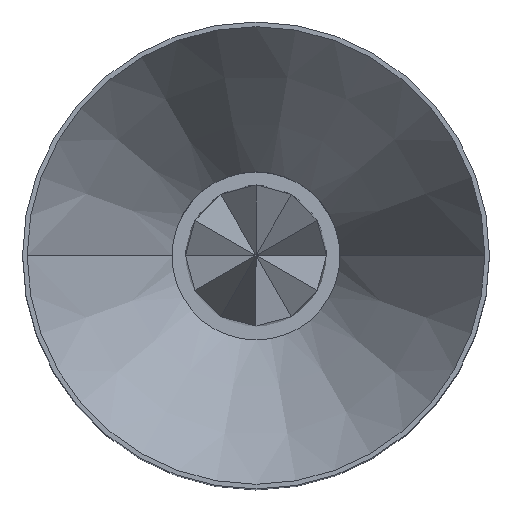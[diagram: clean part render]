
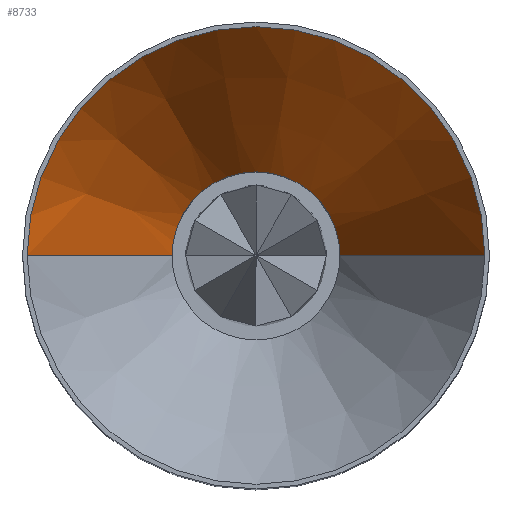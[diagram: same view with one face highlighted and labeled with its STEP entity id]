
A CAD part, top view. The second image highlights one B-rep face of the part: STEP entity #8733.
In plain terms, the highlighted conical face has half-angle 30 degrees and reference radius 0.9 mm.
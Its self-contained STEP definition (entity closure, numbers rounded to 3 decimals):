
#228 = FACE_OUTER_BOUND ( 'NONE', #6295, .T. ) ;
#234 = CONICAL_SURFACE ( 'NONE', #6747, 0.9, 0.524 ) ;
#497 = EDGE_CURVE ( 'NONE', #9632, #9630, #3572, .T. ) ;
#499 = EDGE_CURVE ( 'NONE', #9633, #9637, #3578, .T. ) ;
#538 = EDGE_CURVE ( 'NONE', #9637, #9630, #3634, .T. ) ;
#548 = EDGE_CURVE ( 'NONE', #9633, #9632, #3644, .T. ) ;
#924 = DIRECTION ( 'NONE',  ( 1., 0., 0. ) ) ;
#928 = DIRECTION ( 'NONE',  ( 0., 0., 1. ) ) ;
#929 = CARTESIAN_POINT ( 'NONE',  ( 0., 0., 6.315 ) ) ;
#1107 = CARTESIAN_POINT ( 'NONE',  ( -2.45, 0., 9. ) ) ;
#1108 = CARTESIAN_POINT ( 'NONE',  ( -0.9, 0., 6.315 ) ) ;
#1109 = CARTESIAN_POINT ( 'NONE',  ( 0.9, 0., 6.315 ) ) ;
#1111 = CARTESIAN_POINT ( 'NONE',  ( 2.45, 0., 9. ) ) ;
#2344 = CARTESIAN_POINT ( 'NONE',  ( 0., 0., 9. ) ) ;
#2345 = DIRECTION ( 'NONE',  ( 0., 0., 1. ) ) ;
#2346 = DIRECTION ( 'NONE',  ( 1., 0., 0. ) ) ;
#2375 = CARTESIAN_POINT ( 'NONE',  ( 0., 0., 6.315 ) ) ;
#2376 = DIRECTION ( 'NONE',  ( 0., 0., 1. ) ) ;
#2377 = DIRECTION ( 'NONE',  ( 1., 0., 0. ) ) ;
#3572 = LINE ( 'NONE', #10313, #3577 ) ;
#3577 = VECTOR ( 'NONE', #10323, 1000. ) ;
#3578 = LINE ( 'NONE', #10326, #3580 ) ;
#3580 = VECTOR ( 'NONE', #10321, 1000. ) ;
#3634 = CIRCLE ( 'NONE', #7734, 2.45 ) ;
#3644 = CIRCLE ( 'NONE', #7744, 0.9 ) ;
#6295 = EDGE_LOOP ( 'NONE', ( #6403, #6404, #6405, #6406 ) ) ;
#6403 = ORIENTED_EDGE ( 'NONE', *, *, #497, .F. ) ;
#6404 = ORIENTED_EDGE ( 'NONE', *, *, #548, .F. ) ;
#6405 = ORIENTED_EDGE ( 'NONE', *, *, #499, .T. ) ;
#6406 = ORIENTED_EDGE ( 'NONE', *, *, #538, .T. ) ;
#6747 = AXIS2_PLACEMENT_3D ( 'NONE', #929, #928, #924 ) ;
#7734 = AXIS2_PLACEMENT_3D ( 'NONE', #2344, #2345, #2346 ) ;
#7744 = AXIS2_PLACEMENT_3D ( 'NONE', #2375, #2376, #2377 ) ;
#8733 = ADVANCED_FACE ( 'NONE', ( #228 ), #234, .F. ) ;
#9630 = VERTEX_POINT ( 'NONE', #1107 ) ;
#9632 = VERTEX_POINT ( 'NONE', #1108 ) ;
#9633 = VERTEX_POINT ( 'NONE', #1109 ) ;
#9637 = VERTEX_POINT ( 'NONE', #1111 ) ;
#10313 = CARTESIAN_POINT ( 'NONE',  ( -0.9, 0., 6.315 ) ) ;
#10321 = DIRECTION ( 'NONE',  ( 0.5, 0., 0.866 ) ) ;
#10323 = DIRECTION ( 'NONE',  ( -0.5, 0., 0.866 ) ) ;
#10326 = CARTESIAN_POINT ( 'NONE',  ( 0.9, 0., 6.315 ) ) ;
